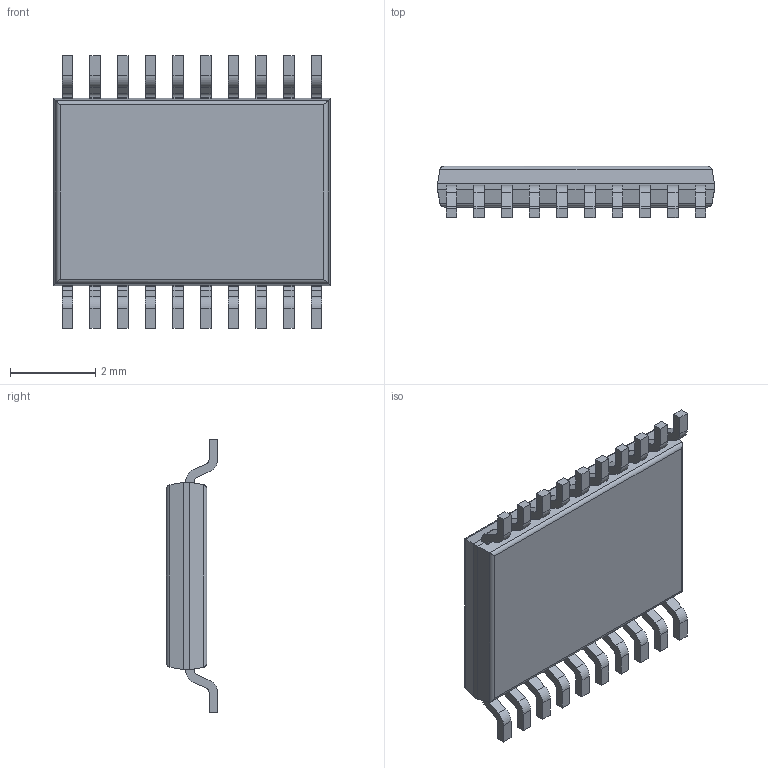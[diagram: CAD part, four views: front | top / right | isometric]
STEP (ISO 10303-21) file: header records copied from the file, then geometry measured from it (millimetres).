
FILE_DESCRIPTION (( 'STEP AP214' ), '1' );
FILE_NAME ( 'SOIC_20_P65_650X640X120L62X24N.STEP', '2019-02-10T18:09:05', ( '' ), ( '' ), 'Part was generated with the free Library Expert Lite available at www.PCBLibraries.com. Removing line will violate the End User License Agreement.', '©2017 PCB Libraries, Inc.', '' );
FILE_SCHEMA (( 'AUTOMOTIVE_DESIGN' ));
Length unit declared in the file: millimetre
Products named in the file (1): SOIC_20_P65_650X640X120L62X24N
Bounding box: 6.5 x 1.2 x 6.4 mm (x, y, z)
Volume: 27.8 mm3; surface area: 98.9 mm2
Topology: 21 solids, 21 shells, 305 faces, 770 edges, 508 vertices
Faces by surface type: plane 215, cylinder 88, torus 2
Entity records: 10223 total; most frequent: CARTESIAN_POINT 1608, DIRECTION 1540, ORIENTED_EDGE 1540, EDGE_CURVE 770, VECTOR 596, LINE 596, VERTEX_POINT 508, AXIS2_PLACEMENT_3D 472
